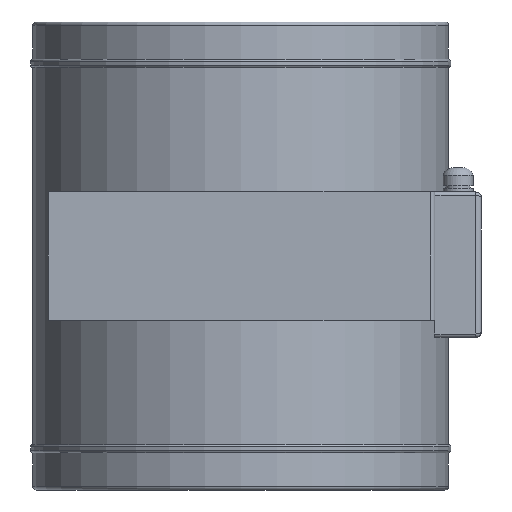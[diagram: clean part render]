
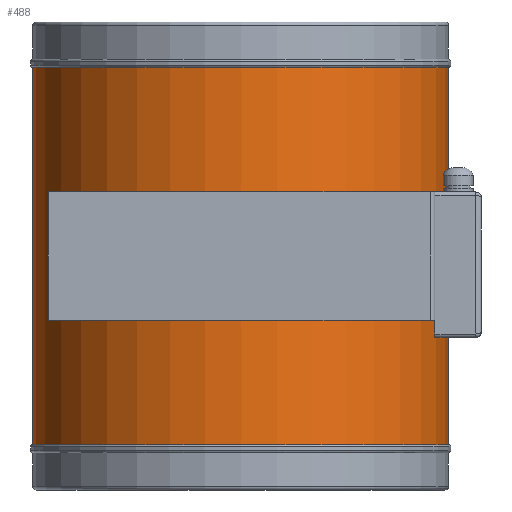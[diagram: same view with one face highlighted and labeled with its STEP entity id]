
A CAD part, front view. The second image highlights one B-rep face of the part: STEP entity #488.
In plain terms, the highlighted cylindrical face has radius 178.5 mm (diameter 357 mm), a partial arc.
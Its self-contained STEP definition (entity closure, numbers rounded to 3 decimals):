
#15 = EDGE_CURVE ( 'NONE', #16, #102, #2166, .T. ) ;
#16 = VERTEX_POINT ( 'NONE', #2160 ) ;
#21 = VERTEX_POINT ( 'NONE', #2223 ) ;
#90 = EDGE_CURVE ( 'NONE', #21, #101, #2353, .T. ) ;
#101 = VERTEX_POINT ( 'NONE', #2379 ) ;
#102 = VERTEX_POINT ( 'NONE', #2378 ) ;
#487 = EDGE_CURVE ( 'NONE', #16, #21, #3090, .T. ) ;
#488 = ADVANCED_FACE ( 'NONE', ( #3086 ), #3085, .T. ) ;
#489 = EDGE_LOOP ( 'NONE', ( #490, #491, #492, #493 ) ) ;
#490 = ORIENTED_EDGE ( 'NONE', *, *, #15, .F. ) ;
#491 = ORIENTED_EDGE ( 'NONE', *, *, #487, .T. ) ;
#492 = ORIENTED_EDGE ( 'NONE', *, *, #90, .T. ) ;
#493 = ORIENTED_EDGE ( 'NONE', *, *, #494, .F. ) ;
#494 = EDGE_CURVE ( 'NONE', #102, #101, #3080, .T. ) ;
#2160 = CARTESIAN_POINT ( 'NONE',  ( -178.5, 0., -362. ) ) ;
#2163 = DIRECTION ( 'NONE',  ( 0., 0., 1. ) ) ;
#2164 = VECTOR ( 'NONE', #2163, 1000. ) ;
#2165 = CARTESIAN_POINT ( 'NONE',  ( -178.5, 0., 0. ) ) ;
#2166 = LINE ( 'NONE', #2165, #2164 ) ;
#2223 = CARTESIAN_POINT ( 'NONE',  ( 178.5, 0., -362. ) ) ;
#2350 = DIRECTION ( 'NONE',  ( 0., 0., 1. ) ) ;
#2351 = VECTOR ( 'NONE', #2350, 1000. ) ;
#2352 = CARTESIAN_POINT ( 'NONE',  ( 178.5, 0., 0. ) ) ;
#2353 = LINE ( 'NONE', #2352, #2351 ) ;
#2378 = CARTESIAN_POINT ( 'NONE',  ( -178.5, 0., -38. ) ) ;
#2379 = CARTESIAN_POINT ( 'NONE',  ( 178.5, 0., -38. ) ) ;
#3076 = DIRECTION ( 'NONE',  ( 1., 0., 0. ) ) ;
#3077 = DIRECTION ( 'NONE',  ( 0., 0., 1. ) ) ;
#3078 = CARTESIAN_POINT ( 'NONE',  ( 0., 0., -38. ) ) ;
#3079 = AXIS2_PLACEMENT_3D ( 'NONE', #3078, #3077, #3076 ) ;
#3080 = CIRCLE ( 'NONE', #3079, 178.5 ) ;
#3081 = DIRECTION ( 'NONE',  ( 1., 0., 0. ) ) ;
#3082 = DIRECTION ( 'NONE',  ( 0., 0., 1. ) ) ;
#3083 = CARTESIAN_POINT ( 'NONE',  ( 0., 0., 0. ) ) ;
#3084 = AXIS2_PLACEMENT_3D ( 'NONE', #3083, #3082, #3081 ) ;
#3085 = CYLINDRICAL_SURFACE ( 'NONE', #3084, 178.5 ) ;
#3086 = FACE_OUTER_BOUND ( 'NONE', #489, .T. ) ;
#3087 = DIRECTION ( 'NONE',  ( 1., 0., 0. ) ) ;
#3088 = DIRECTION ( 'NONE',  ( 0., 0., 1. ) ) ;
#3089 = AXIS2_PLACEMENT_3D ( 'NONE', #3094, #3088, #3087 ) ;
#3090 = CIRCLE ( 'NONE', #3089, 178.5 ) ;
#3094 = CARTESIAN_POINT ( 'NONE',  ( 0., 0., -362. ) ) ;
